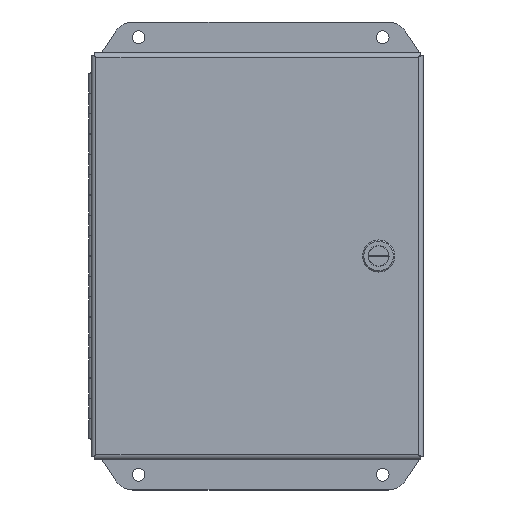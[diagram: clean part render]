
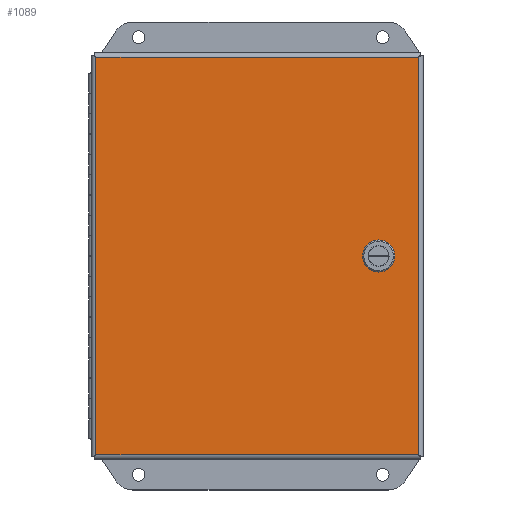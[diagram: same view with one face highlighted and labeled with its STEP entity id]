
A CAD part, front view. The second image highlights one B-rep face of the part: STEP entity #1089.
In plain terms, the highlighted planar face has unit normal (0, -1, 0).
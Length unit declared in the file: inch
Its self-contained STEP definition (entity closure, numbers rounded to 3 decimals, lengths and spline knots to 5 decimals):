
#102 = ORIENTED_EDGE ( 'NONE', *, *, #9342, .F. ) ;
#340 = CARTESIAN_POINT ( 'NONE',  ( 3.231, -4.61697, -0.07559 ) ) ;
#673 = EDGE_CURVE ( 'NONE', #12603, #18491, #15053, .T. ) ;
#1089 = ADVANCED_FACE ( 'NONE', ( #13617, #12686 ), #19366, .T. ) ;
#1271 = DIRECTION ( 'NONE',  ( -0.707, 0., 0.707 ) ) ;
#1419 = EDGE_LOOP ( 'NONE', ( #5102, #2394, #19897, #11342 ) ) ;
#1987 = VECTOR ( 'NONE', #9877, 39.37008 ) ;
#2009 = DIRECTION ( 'NONE',  ( 0., 0., -1. ) ) ;
#2246 = CARTESIAN_POINT ( 'NONE',  ( 2.97559, -4.61697, -0.331 ) ) ;
#2394 = ORIENTED_EDGE ( 'NONE', *, *, #17926, .T. ) ;
#2427 = VERTEX_POINT ( 'NONE', #5888 ) ;
#2647 = EDGE_CURVE ( 'NONE', #13071, #18979, #5080, .T. ) ;
#2658 = CARTESIAN_POINT ( 'NONE',  ( 3.8785, -4.61697, -4.8785 ) ) ;
#2716 = CARTESIAN_POINT ( 'NONE',  ( -4.0455, -4.61697, 4.8785 ) ) ;
#2756 = CARTESIAN_POINT ( 'NONE',  ( -4.0455, -4.61697, -4.8785 ) ) ;
#2774 = CARTESIAN_POINT ( 'NONE',  ( 3.231, -4.61697, 0.07559 ) ) ;
#3505 = VECTOR ( 'NONE', #8794, 39.37008 ) ;
#3637 = CARTESIAN_POINT ( 'NONE',  ( 2.569, -4.61697, -0.07559 ) ) ;
#4067 = CARTESIAN_POINT ( 'NONE',  ( 3.8785, -4.61697, -4.8785 ) ) ;
#4320 = LINE ( 'NONE', #6492, #21891 ) ;
#4377 = CARTESIAN_POINT ( 'NONE',  ( 3.231, -4.61697, -0.07559 ) ) ;
#4783 = VERTEX_POINT ( 'NONE', #340 ) ;
#4827 = ORIENTED_EDGE ( 'NONE', *, *, #22133, .F. ) ;
#5003 = VERTEX_POINT ( 'NONE', #21806 ) ;
#5023 = CARTESIAN_POINT ( 'NONE',  ( -4.0455, -4.61697, -4.8785 ) ) ;
#5080 = LINE ( 'NONE', #17235, #11726 ) ;
#5096 = AXIS2_PLACEMENT_3D ( 'NONE', #15793, #19579, #2009 ) ;
#5102 = ORIENTED_EDGE ( 'NONE', *, *, #22602, .T. ) ;
#5479 = DIRECTION ( 'NONE',  ( 1., 0., 0. ) ) ;
#5772 = EDGE_CURVE ( 'NONE', #16229, #12820, #22074, .T. ) ;
#5888 = CARTESIAN_POINT ( 'NONE',  ( 2.97559, -4.61697, -0.331 ) ) ;
#6492 = CARTESIAN_POINT ( 'NONE',  ( 2.569, -4.61697, -0.07559 ) ) ;
#6900 = CARTESIAN_POINT ( 'NONE',  ( 2.569, -4.61697, 0.07559 ) ) ;
#7273 = EDGE_CURVE ( 'NONE', #8653, #5003, #11199, .T. ) ;
#7661 = LINE ( 'NONE', #2716, #8837 ) ;
#8194 = ORIENTED_EDGE ( 'NONE', *, *, #14845, .F. ) ;
#8225 = VECTOR ( 'NONE', #21040, 39.37008 ) ;
#8483 = EDGE_CURVE ( 'NONE', #18491, #17116, #13627, .T. ) ;
#8653 = VERTEX_POINT ( 'NONE', #3637 ) ;
#8794 = DIRECTION ( 'NONE',  ( 0.707, 0., -0.707 ) ) ;
#8837 = VECTOR ( 'NONE', #14667, 39.37008 ) ;
#9083 = VECTOR ( 'NONE', #9649, 39.37008 ) ;
#9342 = EDGE_CURVE ( 'NONE', #4783, #13071, #17133, .T. ) ;
#9649 = DIRECTION ( 'NONE',  ( 0., 0., 1. ) ) ;
#9728 = VECTOR ( 'NONE', #13224, 39.37008 ) ;
#9877 = DIRECTION ( 'NONE',  ( 0., 0., -1. ) ) ;
#9955 = ORIENTED_EDGE ( 'NONE', *, *, #11521, .F. ) ;
#10122 = LINE ( 'NONE', #22097, #22261 ) ;
#10748 = CARTESIAN_POINT ( 'NONE',  ( 2.82441, -4.61697, -0.331 ) ) ;
#10840 = CARTESIAN_POINT ( 'NONE',  ( 3.231, -4.61697, 0.07559 ) ) ;
#10988 = ORIENTED_EDGE ( 'NONE', *, *, #21720, .F. ) ;
#11087 = CARTESIAN_POINT ( 'NONE',  ( 2.569, -4.61697, 0.07559 ) ) ;
#11199 = LINE ( 'NONE', #10748, #3505 ) ;
#11342 = ORIENTED_EDGE ( 'NONE', *, *, #8483, .T. ) ;
#11521 = EDGE_CURVE ( 'NONE', #18979, #16229, #10122, .T. ) ;
#11726 = VECTOR ( 'NONE', #1271, 39.37008 ) ;
#11984 = VECTOR ( 'NONE', #20647, 39.37008 ) ;
#12079 = CARTESIAN_POINT ( 'NONE',  ( 2.82441, -4.61697, 0.331 ) ) ;
#12262 = DIRECTION ( 'NONE',  ( 0.707, 0., 0.707 ) ) ;
#12603 = VERTEX_POINT ( 'NONE', #14323 ) ;
#12686 = FACE_OUTER_BOUND ( 'NONE', #1419, .T. ) ;
#12820 = VERTEX_POINT ( 'NONE', #11087 ) ;
#12955 = ORIENTED_EDGE ( 'NONE', *, *, #2647, .F. ) ;
#13071 = VERTEX_POINT ( 'NONE', #10840 ) ;
#13224 = DIRECTION ( 'NONE',  ( 0., 0., 1. ) ) ;
#13493 = DIRECTION ( 'NONE',  ( 0., 0., -1. ) ) ;
#13617 = FACE_BOUND ( 'NONE', #15932, .T. ) ;
#13627 = LINE ( 'NONE', #5023, #11984 ) ;
#14323 = CARTESIAN_POINT ( 'NONE',  ( -4.0455, -4.61697, 4.8785 ) ) ;
#14667 = DIRECTION ( 'NONE',  ( -1., 0., 0. ) ) ;
#14845 = EDGE_CURVE ( 'NONE', #2427, #4783, #20112, .T. ) ;
#15036 = CARTESIAN_POINT ( 'NONE',  ( 2.97559, -4.61697, 0.331 ) ) ;
#15053 = LINE ( 'NONE', #2756, #1987 ) ;
#15492 = ORIENTED_EDGE ( 'NONE', *, *, #5772, .F. ) ;
#15793 = CARTESIAN_POINT ( 'NONE',  ( -4.0455, -4.61697, -4.8785 ) ) ;
#15932 = EDGE_LOOP ( 'NONE', ( #4827, #21086, #10988, #15492, #9955, #12955, #102, #8194 ) ) ;
#16039 = VECTOR ( 'NONE', #5479, 39.37008 ) ;
#16229 = VERTEX_POINT ( 'NONE', #12079 ) ;
#16252 = LINE ( 'NONE', #2246, #16039 ) ;
#17116 = VERTEX_POINT ( 'NONE', #4067 ) ;
#17133 = LINE ( 'NONE', #2774, #9728 ) ;
#17235 = CARTESIAN_POINT ( 'NONE',  ( 2.97559, -4.61697, 0.331 ) ) ;
#17387 = CARTESIAN_POINT ( 'NONE',  ( -4.0455, -4.61697, -4.8785 ) ) ;
#17926 = EDGE_CURVE ( 'NONE', #18698, #12603, #7661, .T. ) ;
#18490 = LINE ( 'NONE', #2658, #9083 ) ;
#18491 = VERTEX_POINT ( 'NONE', #17387 ) ;
#18698 = VERTEX_POINT ( 'NONE', #20945 ) ;
#18979 = VERTEX_POINT ( 'NONE', #15036 ) ;
#19102 = VECTOR ( 'NONE', #12262, 39.37008 ) ;
#19366 = PLANE ( 'NONE',  #5096 ) ;
#19579 = DIRECTION ( 'NONE',  ( 0., -1., 0. ) ) ;
#19897 = ORIENTED_EDGE ( 'NONE', *, *, #673, .T. ) ;
#20112 = LINE ( 'NONE', #4377, #19102 ) ;
#20356 = DIRECTION ( 'NONE',  ( -1., 0., 0. ) ) ;
#20647 = DIRECTION ( 'NONE',  ( 1., 0., 0. ) ) ;
#20945 = CARTESIAN_POINT ( 'NONE',  ( 3.8785, -4.61697, 4.8785 ) ) ;
#21040 = DIRECTION ( 'NONE',  ( -0.707, 0., -0.707 ) ) ;
#21086 = ORIENTED_EDGE ( 'NONE', *, *, #7273, .F. ) ;
#21720 = EDGE_CURVE ( 'NONE', #12820, #8653, #4320, .T. ) ;
#21806 = CARTESIAN_POINT ( 'NONE',  ( 2.82441, -4.61697, -0.331 ) ) ;
#21891 = VECTOR ( 'NONE', #13493, 39.37008 ) ;
#22074 = LINE ( 'NONE', #6900, #8225 ) ;
#22097 = CARTESIAN_POINT ( 'NONE',  ( 2.82441, -4.61697, 0.331 ) ) ;
#22133 = EDGE_CURVE ( 'NONE', #5003, #2427, #16252, .T. ) ;
#22261 = VECTOR ( 'NONE', #20356, 39.37008 ) ;
#22602 = EDGE_CURVE ( 'NONE', #17116, #18698, #18490, .T. ) ;
